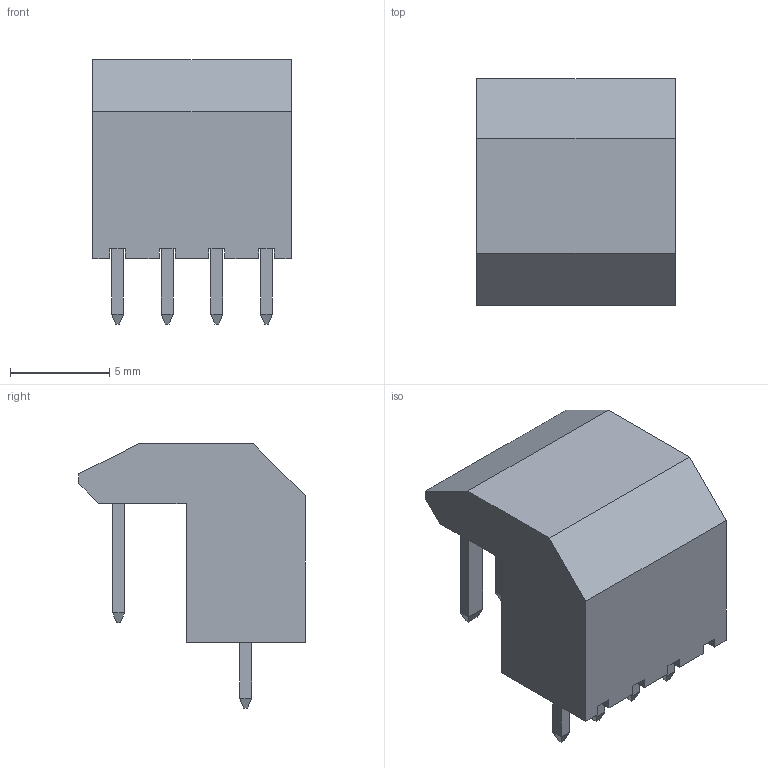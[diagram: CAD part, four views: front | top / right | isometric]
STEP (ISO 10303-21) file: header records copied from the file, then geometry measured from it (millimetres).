
FILE_DESCRIPTION(('FreeCAD Model'),'2;1');
FILE_NAME('Open CASCADE Shape Model','2021-07-29T09:43:09',( 'kicad StepUp'),('ksu MCAD'),'Open CASCADE STEP processor 7.4', 'FreeCAD','Unknown');
FILE_SCHEMA(('AUTOMOTIVE_DESIGN { 1 0 10303 214 1 1 1 1 }'));
Length unit declared in the file: millimetre
Products named in the file (1): JST_NH_BE4P-SHF-1AA_1x04_P2.50mm_Vertical.copy
Bounding box: 10 x 11.4 x 13.3 mm (x, y, z)
Volume: 710.1 mm3; surface area: 671.6 mm2
Topology: 9 solids, 9 shells, 107 faces, 235 edges, 146 vertices
Faces by surface type: plane 75, bspline 32
Entity records: 6493 total; most frequent: CARTESIAN_POINT 1279, DIRECTION 633, LINE 481, VECTOR 481, ORIENTED_EDGE 470, PCURVE 470, DEFINITIONAL_REPRESENTATION 470, EDGE_CURVE 235
